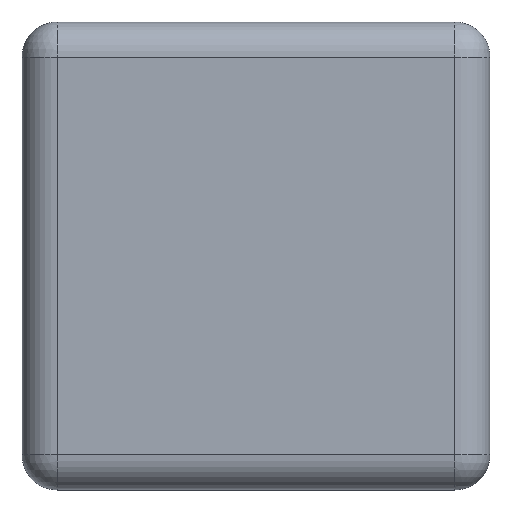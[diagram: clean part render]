
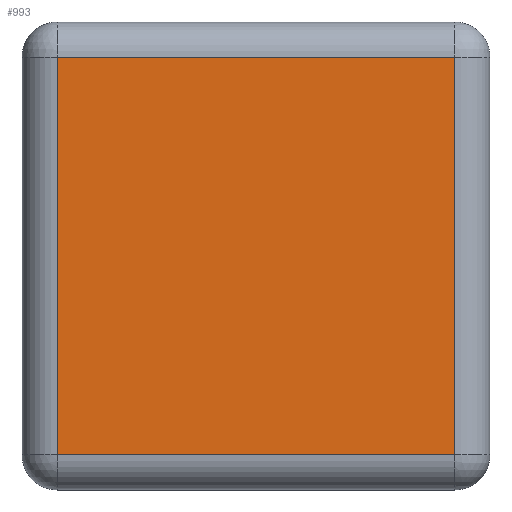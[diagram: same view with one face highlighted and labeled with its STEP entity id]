
A CAD part, top view. The second image highlights one B-rep face of the part: STEP entity #993.
In plain terms, the highlighted planar face has unit normal (0, 0, 1).
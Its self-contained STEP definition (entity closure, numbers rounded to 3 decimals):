
#954=CARTESIAN_POINT('',(-20.,-20.,4.));
#955=DIRECTION('',(0.,0.,1.));
#956=DIRECTION('',(1.,0.,0.));
#957=AXIS2_PLACEMENT_3D('',#954,#955,#956);
#958=PLANE('',#957);
#959=CARTESIAN_POINT('',(17.,-17.,4.));
#960=VERTEX_POINT('',#959);
#961=CARTESIAN_POINT('',(17.,17.,4.));
#962=VERTEX_POINT('',#961);
#963=CARTESIAN_POINT('',(17.,-17.,4.));
#964=DIRECTION('',(0.,1.,0.));
#965=VECTOR('',#964,34.);
#966=LINE('',#963,#965);
#967=EDGE_CURVE('',#960,#962,#966,.T.);
#968=ORIENTED_EDGE('',*,*,#967,.T.);
#969=CARTESIAN_POINT('',(-17.,17.,4.));
#970=VERTEX_POINT('',#969);
#971=CARTESIAN_POINT('',(17.,17.,4.));
#972=DIRECTION('',(-1.,0.,0.));
#973=VECTOR('',#972,34.);
#974=LINE('',#971,#973);
#975=EDGE_CURVE('',#962,#970,#974,.T.);
#976=ORIENTED_EDGE('',*,*,#975,.T.);
#977=CARTESIAN_POINT('',(-17.,-17.,4.));
#978=VERTEX_POINT('',#977);
#979=CARTESIAN_POINT('',(-17.,17.,4.));
#980=DIRECTION('',(0.,-1.,0.));
#981=VECTOR('',#980,34.);
#982=LINE('',#979,#981);
#983=EDGE_CURVE('',#970,#978,#982,.T.);
#984=ORIENTED_EDGE('',*,*,#983,.T.);
#985=CARTESIAN_POINT('',(-17.,-17.,4.));
#986=DIRECTION('',(1.,0.,-0.));
#987=VECTOR('',#986,34.);
#988=LINE('',#985,#987);
#989=EDGE_CURVE('',#978,#960,#988,.T.);
#990=ORIENTED_EDGE('',*,*,#989,.T.);
#991=EDGE_LOOP('',(#968,#976,#984,#990));
#992=FACE_BOUND('',#991,.T.);
#993=ADVANCED_FACE('NONE',(#992),#958,.T.);
